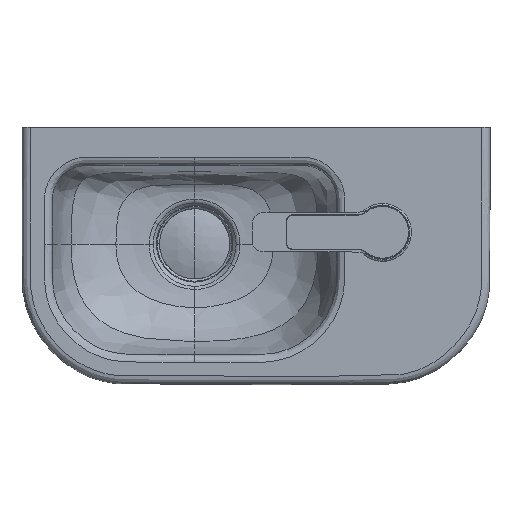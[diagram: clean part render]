
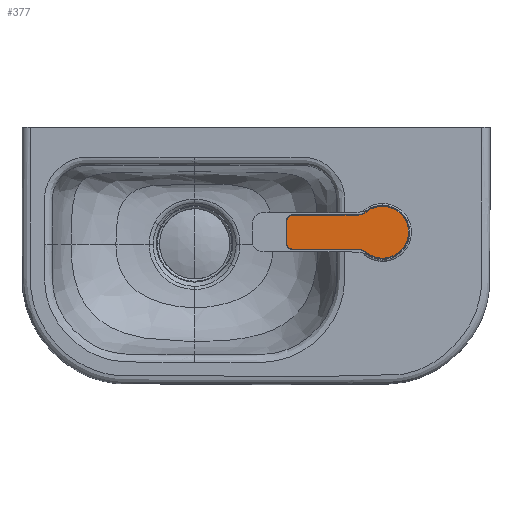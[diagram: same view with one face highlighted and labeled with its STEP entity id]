
A CAD part, top view. The second image highlights one B-rep face of the part: STEP entity #377.
In plain terms, the highlighted planar face has unit normal (0, 0, 1).
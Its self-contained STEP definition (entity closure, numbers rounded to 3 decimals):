
#377=ADVANCED_FACE('',(#664),#4237,.T.);
#664=FACE_OUTER_BOUND('',#964,.T.);
#964=EDGE_LOOP('',(#2038,#2039,#2040,#2041,#2042,#2043,#2044,#2045));
#2038=ORIENTED_EDGE('',*,*,#2850,.T.);
#2039=ORIENTED_EDGE('',*,*,#2851,.T.);
#2040=ORIENTED_EDGE('',*,*,#2852,.T.);
#2041=ORIENTED_EDGE('',*,*,#2853,.T.);
#2042=ORIENTED_EDGE('',*,*,#2854,.T.);
#2043=ORIENTED_EDGE('',*,*,#2855,.T.);
#2044=ORIENTED_EDGE('',*,*,#2856,.T.);
#2045=ORIENTED_EDGE('',*,*,#2857,.T.);
#2850=EDGE_CURVE('',#3967,#3968,#3582,.T.);
#2851=EDGE_CURVE('',#3968,#3969,#3321,.T.);
#2852=EDGE_CURVE('',#3969,#3970,#3583,.T.);
#2853=EDGE_CURVE('',#3970,#3971,#3322,.T.);
#2854=EDGE_CURVE('',#3971,#3972,#3323,.T.);
#2855=EDGE_CURVE('',#3972,#3973,#3584,.T.);
#2856=EDGE_CURVE('',#3973,#3974,#3324,.T.);
#2857=EDGE_CURVE('',#3974,#3967,#3325,.T.);
#3321=B_SPLINE_CURVE_WITH_KNOTS('',1,(#53164,#53165),.UNSPECIFIED.,.F.,
 .F.,(2,2),(0.,19.5),.UNSPECIFIED.);
#3322=B_SPLINE_CURVE_WITH_KNOTS('',1,(#53171,#53172),.UNSPECIFIED.,.F.,
 .F.,(2,2),(0.,55.31),.UNSPECIFIED.);
#3323=B_SPLINE_CURVE_WITH_KNOTS('',3,(#53173,#53174,#53175,#53176,#53177,
#53178,#53179,#53180,#53181,#53182,#53183,#53184,#53185,#53186,#53187,#53188),
 .UNSPECIFIED.,.F.,.F.,(4,1,1,1,1,1,1,1,1,1,1,1,1,4),(0.,0.077,
0.154,0.231,0.308,0.385,
0.462,0.538,0.615,0.692,
0.769,0.846,0.923,1.),.UNSPECIFIED.);
#3324=B_SPLINE_CURVE_WITH_KNOTS('',3,(#53198,#53199,#53200,#53201,#53202,
#53203,#53204,#53205,#53206,#53207,#53208,#53209,#53210,#53211,#53212,#53213,
#53214,#53215,#53216),.UNSPECIFIED.,.F.,.F.,(4,1,1,1,1,1,1,1,1,1,1,1,1,
1,1,1,4),(0.,0.062,0.125,0.187,0.25,
0.312,0.375,0.437,0.5,
0.562,0.625,0.687,0.75,
0.812,0.875,0.937,1.),.UNSPECIFIED.);
#3325=B_SPLINE_CURVE_WITH_KNOTS('',1,(#53217,#53218),.UNSPECIFIED.,.F.,
 .F.,(2,2),(0.,55.311),.UNSPECIFIED.);
#3582=(
BOUNDED_CURVE()
B_SPLINE_CURVE(2,(#53161,#53162,#53163),.UNSPECIFIED.,.F.,.F.)
B_SPLINE_CURVE_WITH_KNOTS((3,3),(0.,7.383),.UNSPECIFIED.)
CURVE()
GEOMETRIC_REPRESENTATION_ITEM()
RATIONAL_B_SPLINE_CURVE((1.,0.707,1.))
REPRESENTATION_ITEM('')
);
#3583=(
BOUNDED_CURVE()
B_SPLINE_CURVE(2,(#53166,#53167,#53168,#53169,#53170),.UNSPECIFIED.,.F.,
 .F.)
B_SPLINE_CURVE_WITH_KNOTS((3,2,3),(0.,7.117,7.383),
 .UNSPECIFIED.)
CURVE()
GEOMETRIC_REPRESENTATION_ITEM()
RATIONAL_B_SPLINE_CURVE((1.,0.725,1.,1.,1.))
REPRESENTATION_ITEM('')
);
#3584=(
BOUNDED_CURVE()
B_SPLINE_CURVE(2,(#53189,#53190,#53191,#53192,#53193,#53194,#53195,#53196,
#53197),.UNSPECIFIED.,.F.,.F.)
B_SPLINE_CURVE_WITH_KNOTS((3,2,2,2,3),(0.,25.054,50.109,
75.163,100.217),.UNSPECIFIED.)
CURVE()
GEOMETRIC_REPRESENTATION_ITEM()
RATIONAL_B_SPLINE_CURVE((1.,0.845,1.,0.845,1.,0.845,
1.,0.845,1.))
REPRESENTATION_ITEM('')
);
#3967=VERTEX_POINT('',#53085);
#3968=VERTEX_POINT('',#53086);
#3969=VERTEX_POINT('',#53087);
#3970=VERTEX_POINT('',#53088);
#3971=VERTEX_POINT('',#53089);
#3972=VERTEX_POINT('',#53090);
#3973=VERTEX_POINT('',#53091);
#3974=VERTEX_POINT('',#53092);
#4237=PLANE('',#4307);
#4307=AXIS2_PLACEMENT_3D('',#51377,#4361,$);
#4361=DIRECTION('',(0.,0.,1.));
#51377=CARTESIAN_POINT('',(140.994,52.153,196.276));
#53085=CARTESIAN_POINT('',(31.135,35.042,196.276));
#53086=CARTESIAN_POINT('',(26.435,30.342,196.276));
#53087=CARTESIAN_POINT('',(26.435,10.842,196.276));
#53088=CARTESIAN_POINT('',(31.135,6.142,196.276));
#53089=CARTESIAN_POINT('',(86.446,6.142,196.276));
#53090=CARTESIAN_POINT('',(94.067,3.418,196.276));
#53091=CARTESIAN_POINT('',(94.067,37.765,196.276));
#53092=CARTESIAN_POINT('',(86.446,35.042,196.276));
#53161=CARTESIAN_POINT('',(31.135,35.042,196.276));
#53162=CARTESIAN_POINT('',(26.435,35.042,196.276));
#53163=CARTESIAN_POINT('',(26.435,30.342,196.276));
#53164=CARTESIAN_POINT('',(26.435,30.342,196.276));
#53165=CARTESIAN_POINT('',(26.435,10.842,196.276));
#53166=CARTESIAN_POINT('',(26.435,10.842,196.276));
#53167=CARTESIAN_POINT('',(26.435,6.377,196.276));
#53168=CARTESIAN_POINT('',(30.894,6.148,196.276));
#53169=CARTESIAN_POINT('',(31.015,6.142,196.276));
#53170=CARTESIAN_POINT('',(31.135,6.142,196.276));
#53171=CARTESIAN_POINT('',(31.135,6.142,196.276));
#53172=CARTESIAN_POINT('',(86.446,6.142,196.276));
#53173=CARTESIAN_POINT('',(86.446,6.142,196.276));
#53174=CARTESIAN_POINT('',(86.607,6.142,196.276));
#53175=CARTESIAN_POINT('',(86.949,6.136,196.276));
#53176=CARTESIAN_POINT('',(87.527,6.1,196.276));
#53177=CARTESIAN_POINT('',(88.139,6.033,196.276));
#53178=CARTESIAN_POINT('',(88.769,5.93,196.276));
#53179=CARTESIAN_POINT('',(89.427,5.785,196.276));
#53180=CARTESIAN_POINT('',(90.117,5.589,196.276));
#53181=CARTESIAN_POINT('',(90.801,5.347,196.276));
#53182=CARTESIAN_POINT('',(91.458,5.068,196.276));
#53183=CARTESIAN_POINT('',(92.075,4.76,196.276));
#53184=CARTESIAN_POINT('',(92.65,4.431,196.276));
#53185=CARTESIAN_POINT('',(93.193,4.081,196.276));
#53186=CARTESIAN_POINT('',(93.681,3.728,196.276));
#53187=CARTESIAN_POINT('',(93.946,3.518,196.276));
#53188=CARTESIAN_POINT('',(94.067,3.418,196.276));
#53189=CARTESIAN_POINT('',(94.067,3.418,196.276));
#53190=CARTESIAN_POINT('',(104.936,-5.486,196.276));
#53191=CARTESIAN_POINT('',(117.636,0.527,196.276));
#53192=CARTESIAN_POINT('',(130.335,6.54,196.276));
#53193=CARTESIAN_POINT('',(130.335,20.592,196.276));
#53194=CARTESIAN_POINT('',(130.335,34.643,196.276));
#53195=CARTESIAN_POINT('',(117.636,40.656,196.276));
#53196=CARTESIAN_POINT('',(104.936,46.669,196.276));
#53197=CARTESIAN_POINT('',(94.067,37.765,196.276));
#53198=CARTESIAN_POINT('',(94.067,37.765,196.276));
#53199=CARTESIAN_POINT('',(93.981,37.695,196.276));
#53200=CARTESIAN_POINT('',(93.8,37.55,196.276));
#53201=CARTESIAN_POINT('',(93.5,37.324,196.276));
#53202=CARTESIAN_POINT('',(93.163,37.086,196.276));
#53203=CARTESIAN_POINT('',(92.782,36.837,196.276));
#53204=CARTESIAN_POINT('',(92.353,36.58,196.276));
#53205=CARTESIAN_POINT('',(91.865,36.315,196.276));
#53206=CARTESIAN_POINT('',(91.29,36.04,196.276));
#53207=CARTESIAN_POINT('',(90.648,35.778,196.276));
#53208=CARTESIAN_POINT('',(89.968,35.548,196.276));
#53209=CARTESIAN_POINT('',(89.293,35.366,196.276));
#53210=CARTESIAN_POINT('',(88.677,35.237,196.276));
#53211=CARTESIAN_POINT('',(88.126,35.151,196.276));
#53212=CARTESIAN_POINT('',(87.636,35.095,196.276));
#53213=CARTESIAN_POINT('',(87.198,35.061,196.276));
#53214=CARTESIAN_POINT('',(86.805,35.045,196.276));
#53215=CARTESIAN_POINT('',(86.562,35.042,196.276));
#53216=CARTESIAN_POINT('',(86.446,35.042,196.276));
#53217=CARTESIAN_POINT('',(86.446,35.042,196.276));
#53218=CARTESIAN_POINT('',(31.135,35.042,196.276));
